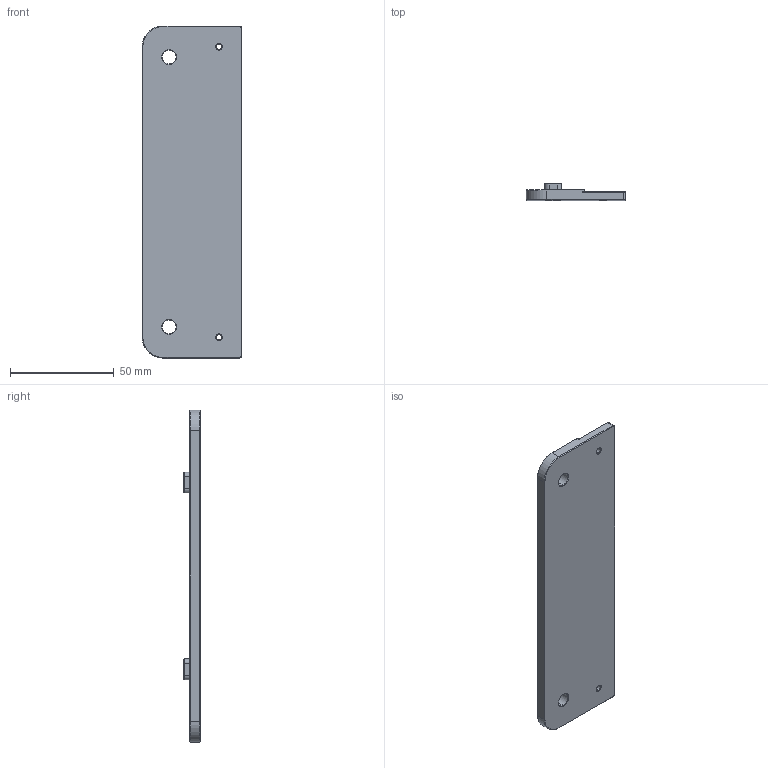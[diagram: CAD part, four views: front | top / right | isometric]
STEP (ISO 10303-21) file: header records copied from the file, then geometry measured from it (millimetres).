
FILE_DESCRIPTION (( 'STEP AP203' ), '1' );
FILE_NAME ('奻弇儂迖殤_FLY PI.STEP', '2025-01-10T08:47:16', ( 'Leo' ), ( '' ), 'SwSTEP 2.0', 'SolidWorks 2022', '' );
FILE_SCHEMA (( 'CONFIG_CONTROL_DESIGN' ));
Length unit declared in the file: millimetre
Products named in the file (1): 上位机托架_FLY PI
Bounding box: 48 x 8 x 160 mm (x, y, z)
Volume: 35019.9 mm3; surface area: 17414.7 mm2
Topology: 1 solids, 1 shells, 93 faces, 215 edges, 126 vertices
Faces by surface type: plane 37, cone 34, cylinder 22
Entity records: 2684 total; most frequent: DIRECTION 479, CARTESIAN_POINT 441, ORIENTED_EDGE 430, EDGE_CURVE 215, AXIS2_PLACEMENT_3D 172, LINE 135, VECTOR 135, VERTEX_POINT 126
